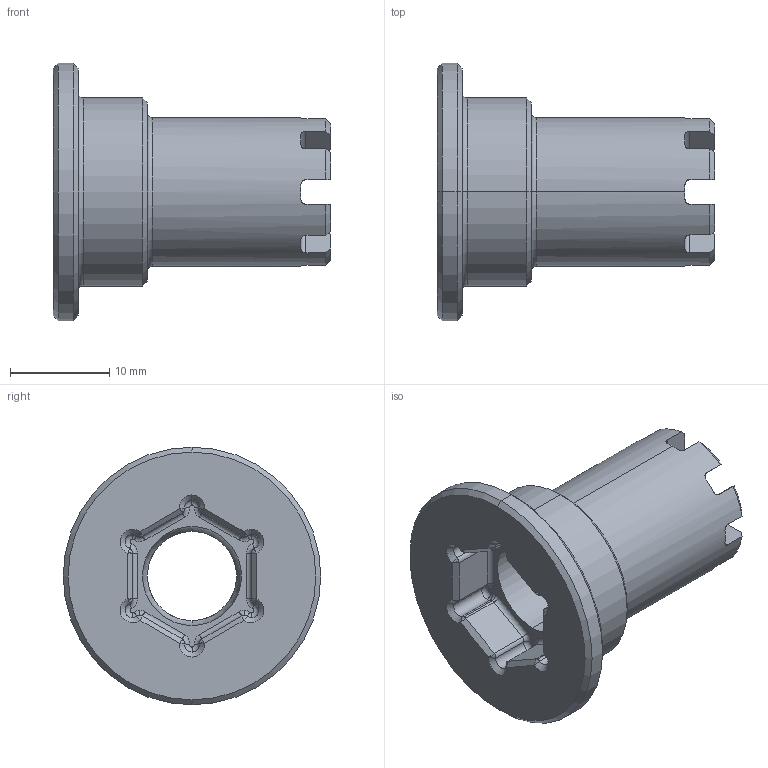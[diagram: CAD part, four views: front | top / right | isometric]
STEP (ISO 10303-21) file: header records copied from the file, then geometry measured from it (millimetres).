
FILE_DESCRIPTION (( 'STEP AP203' ), '1' );
FILE_NAME ('TA00-12-00-0003蟀裝种渀C.step', '2025-06-04T07:56:08', ( '' ), ( 'HP' ), 'SwSTEP 2.0', 'SolidWorks 2023', '' );
FILE_SCHEMA (( 'CONFIG_CONTROL_DESIGN' ));
Length unit declared in the file: millimetre
Products named in the file (1): TA00-12-00-0003连杆销针C
Bounding box: 28 x 26 x 26 mm (x, y, z)
Volume: 4055.7 mm3; surface area: 3246.2 mm2
Topology: 1 solids, 1 shells, 180 faces, 458 edges, 268 vertices
Faces by surface type: cylinder 55, plane 48, cone 45, torus 32
Entity records: 5507 total; most frequent: CARTESIAN_POINT 1149, DIRECTION 944, ORIENTED_EDGE 888, EDGE_CURVE 444, AXIS2_PLACEMENT_3D 383, VERTEX_POINT 268, CIRCLE 202, EDGE_LOOP 184
